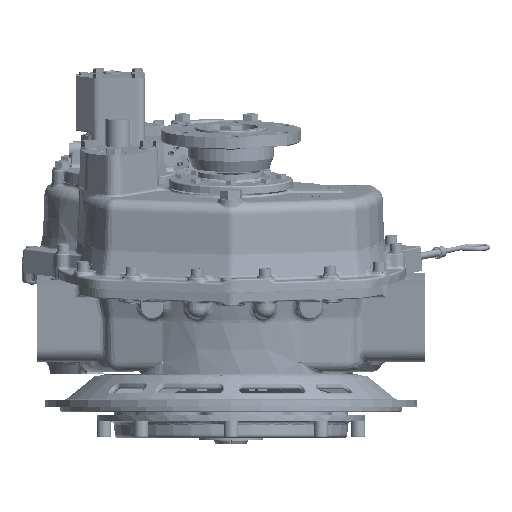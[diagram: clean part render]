
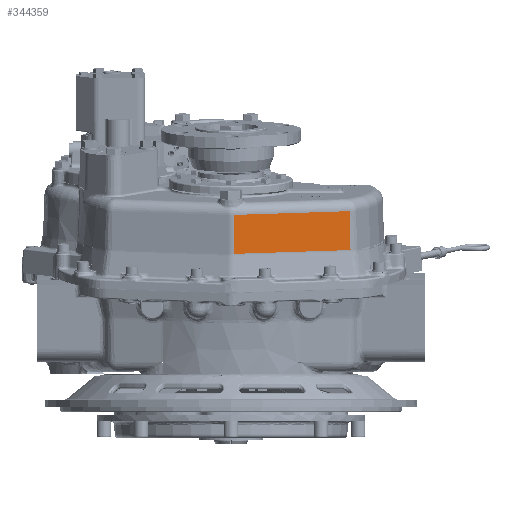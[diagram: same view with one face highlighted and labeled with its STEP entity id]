
A CAD part, front view. The second image highlights one B-rep face of the part: STEP entity #344359.
In plain terms, the highlighted planar face has unit normal (0.259, -0.962, -0.083).
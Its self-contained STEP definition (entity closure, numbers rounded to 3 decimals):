
#11573 = EDGE_LOOP ( 'NONE', ( #459889, #459893, #459897, #459900 ) ) ;
#16216 = LINE ( 'NONE', #181170, #16271 ) ;
#16271 = VECTOR ( 'NONE', #181173, 1000. ) ;
#81360 = CARTESIAN_POINT ( 'NONE',  ( 3.88, -182.968, 252.248 ) ) ;
#83036 = CARTESIAN_POINT ( 'NONE',  ( 3.88, -178.564, 201.192 ) ) ;
#97941 = LINE ( 'NONE', #403825, #97957 ) ;
#97957 = VECTOR ( 'NONE', #403837, 1000. ) ;
#166827 = EDGE_CURVE ( 'NONE', #390706, #387805, #97941, .T. ) ;
#166878 = EDGE_CURVE ( 'NONE', #387805, #374063, #250554, .T. ) ;
#181170 = CARTESIAN_POINT ( 'NONE',  ( 3.88, -174.493, 153.987 ) ) ;
#181173 = DIRECTION ( 'NONE',  ( 0., 0.086, -0.996 ) ) ;
#182677 = EDGE_CURVE ( 'NONE', #388408, #390706, #16216, .T. ) ;
#210745 = EDGE_CURVE ( 'NONE', #374063, #388408, #398860, .T. ) ;
#250554 = B_SPLINE_CURVE_WITH_KNOTS ( 'NONE', 3,
 ( #404423, #404405, #404437, #404443, #404449, #404454, #404460 ),
 .UNSPECIFIED., .F., .F.,
 ( 4, 3, 4 ),
 ( 0., 0.033, 0.051 ),
 .UNSPECIFIED. ) ;
#344359 = ADVANCED_FACE ( 'NONE', ( #364294 ), #365828, .T. ) ;
#355860 = AXIS2_PLACEMENT_3D ( 'NONE', #365802, #365856, #365858 ) ;
#364294 = FACE_OUTER_BOUND ( 'NONE', #11573, .T. ) ;
#365802 = CARTESIAN_POINT ( 'NONE',  ( 0., -175.528, 153.898 ) ) ;
#365828 = PLANE ( 'NONE',  #355860 ) ;
#365856 = DIRECTION ( 'NONE',  ( 0.259, -0.962, -0.083 ) ) ;
#365858 = DIRECTION ( 'NONE',  ( -0.966, -0.257, -0.032 ) ) ;
#369720 = CARTESIAN_POINT ( 'NONE',  ( 155.676, -142.597, 257.205 ) ) ;
#374063 = VERTEX_POINT ( 'NONE', #369720 ) ;
#378075 = CARTESIAN_POINT ( 'NONE',  ( 156.772, -137.902, 206.185 ) ) ;
#387805 = VERTEX_POINT ( 'NONE', #378075 ) ;
#388408 = VERTEX_POINT ( 'NONE', #81360 ) ;
#390706 = VERTEX_POINT ( 'NONE', #83036 ) ;
#398860 = LINE ( 'NONE', #483636, #398864 ) ;
#398864 = VECTOR ( 'NONE', #483640, 1000. ) ;
#403825 = CARTESIAN_POINT ( 'NONE',  ( 161.961, -136.523, 206.354 ) ) ;
#403837 = DIRECTION ( 'NONE',  ( 0.966, 0.257, 0.032 ) ) ;
#404405 = CARTESIAN_POINT ( 'NONE',  ( 156.539, -138.904, 217.069 ) ) ;
#404423 = CARTESIAN_POINT ( 'NONE',  ( 156.772, -137.902, 206.185 ) ) ;
#404437 = CARTESIAN_POINT ( 'NONE',  ( 156.305, -139.906, 227.954 ) ) ;
#404443 = CARTESIAN_POINT ( 'NONE',  ( 156.071, -140.907, 238.839 ) ) ;
#404449 = CARTESIAN_POINT ( 'NONE',  ( 155.94, -141.471, 244.961 ) ) ;
#404454 = CARTESIAN_POINT ( 'NONE',  ( 155.808, -142.034, 251.083 ) ) ;
#404460 = CARTESIAN_POINT ( 'NONE',  ( 155.676, -142.597, 257.205 ) ) ;
#459889 = ORIENTED_EDGE ( 'NONE', *, *, #210745, .T. ) ;
#459893 = ORIENTED_EDGE ( 'NONE', *, *, #182677, .T. ) ;
#459897 = ORIENTED_EDGE ( 'NONE', *, *, #166827, .T. ) ;
#459900 = ORIENTED_EDGE ( 'NONE', *, *, #166878, .T. ) ;
#483636 = CARTESIAN_POINT ( 'NONE',  ( 4.011, -182.933, 252.252 ) ) ;
#483640 = DIRECTION ( 'NONE',  ( -0.966, -0.257, -0.032 ) ) ;
